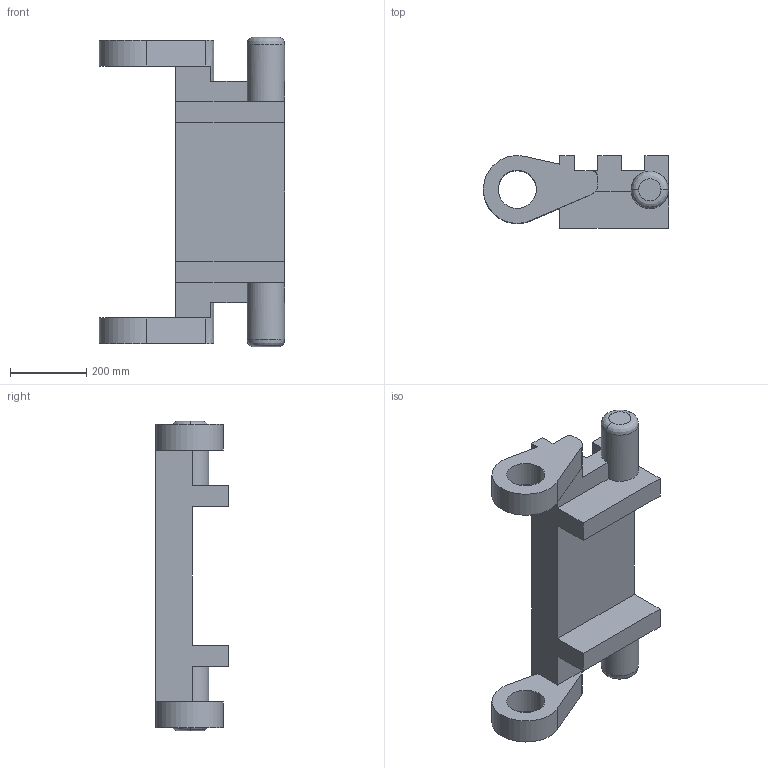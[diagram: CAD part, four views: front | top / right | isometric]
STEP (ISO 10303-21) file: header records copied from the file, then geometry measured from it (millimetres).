
FILE_DESCRIPTION (( 'STEP AP203' ), '1' );
FILE_NAME ('05. Shoe_Default_sldprt.STEP', '2023-03-20T07:53:41', ( '' ), ( '' ), 'SwSTEP 2.0', 'SolidWorks 2019', '' );
FILE_SCHEMA (( 'CONFIG_CONTROL_DESIGN' ));
Length unit declared in the file: millimetre
Products named in the file (1): 05. Shoe_Default_sldprt
Bounding box: 484.73 x 190 x 811.5 mm (x, y, z)
Volume: 22600929.1 mm3; surface area: 1056217.4 mm2
Topology: 1 solids, 1 shells, 56 faces, 154 edges, 100 vertices
Faces by surface type: plane 38, cylinder 10, bspline 8
Entity records: 2430 total; most frequent: CARTESIAN_POINT 990, ORIENTED_EDGE 308, DIRECTION 240, EDGE_CURVE 154, LINE 102, VECTOR 102, VERTEX_POINT 100, AXIS2_PLACEMENT_3D 69
